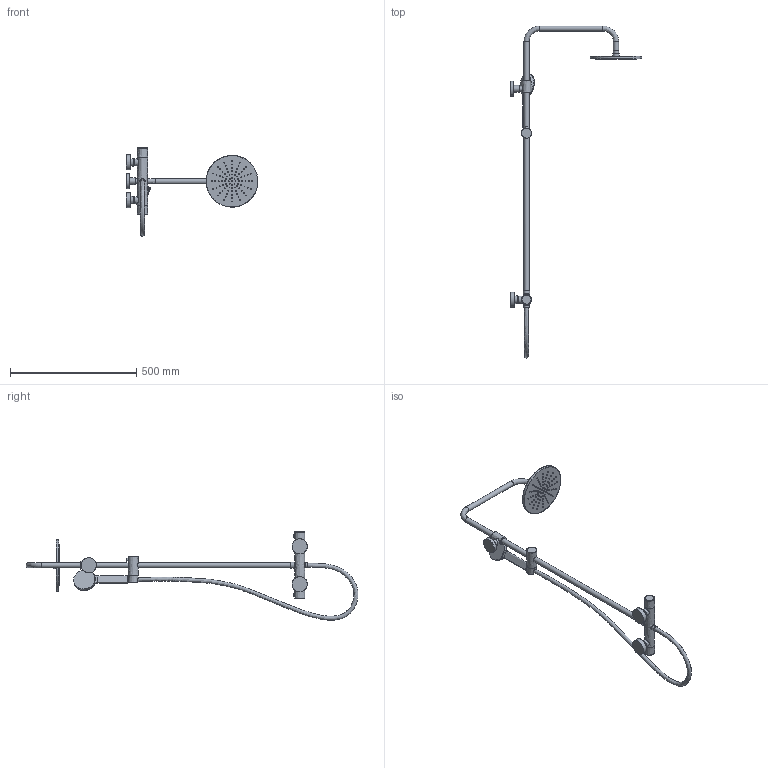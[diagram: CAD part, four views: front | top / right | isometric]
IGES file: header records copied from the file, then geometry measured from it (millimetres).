
Global section: file name: V55; native system: AutoCAD 2016 - English; preprocessor: Autodesk Translation Framework DWG producer (atf_dwg_producer); organization: unknown; date: 20170426.111804; units: millimetre
Bounding box: 522.5 x 1315.94 x 349.98 mm (x, y, z)
Volume: 1890588.8 mm3; surface area: 386777.6 mm2
Topology: 169 solids, 169 shells, 760 faces, 1532 edges, 1123 vertices
Faces by surface type: bspline 760
